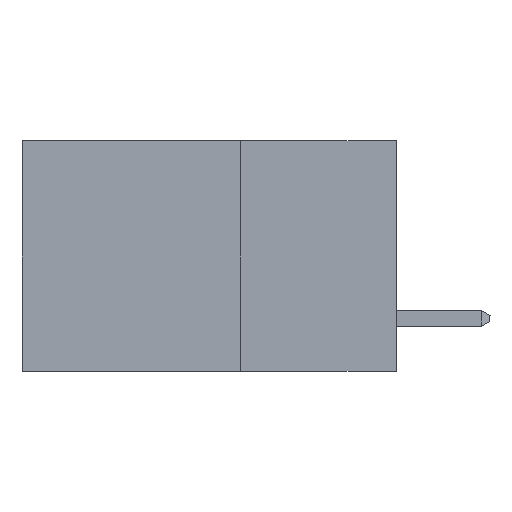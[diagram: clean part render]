
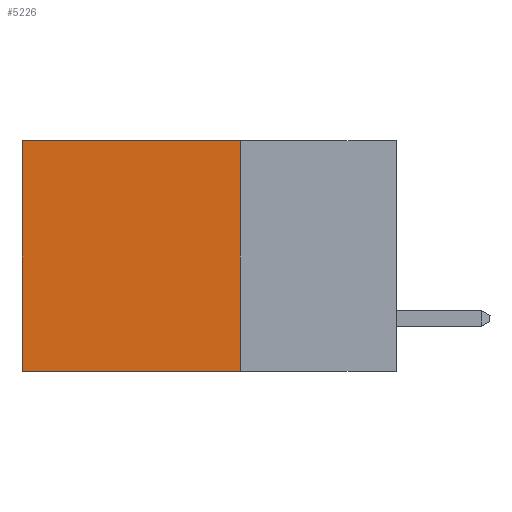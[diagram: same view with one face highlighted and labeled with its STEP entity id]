
A CAD part, left-side view. The second image highlights one B-rep face of the part: STEP entity #5226.
In plain terms, the highlighted planar face has unit normal (-1, 0, 0).
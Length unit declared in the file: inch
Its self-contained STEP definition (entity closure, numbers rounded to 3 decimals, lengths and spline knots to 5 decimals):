
#342 = DIRECTION ( 'NONE',  ( 0., 1., 0. ) ) ;
#663 = DIRECTION ( 'NONE',  ( 1., 0., 0. ) ) ;
#672 = EDGE_CURVE ( 'NONE', #10362, #5708, #1235, .T. ) ;
#915 = ORIENTED_EDGE ( 'NONE', *, *, #6897, .T. ) ;
#1235 = LINE ( 'NONE', #1305, #6983 ) ;
#1305 = CARTESIAN_POINT ( 'NONE',  ( 0.2615, 0.25, -0.37 ) ) ;
#1517 = CARTESIAN_POINT ( 'NONE',  ( 0.2615, 0.6, -0.37 ) ) ;
#2497 = CARTESIAN_POINT ( 'NONE',  ( 0.2615, 0.25, -0.37 ) ) ;
#2823 = VECTOR ( 'NONE', #10643, 39.37008 ) ;
#3222 = LINE ( 'NONE', #8703, #5912 ) ;
#3528 = AXIS2_PLACEMENT_3D ( 'NONE', #5747, #663, #7921 ) ;
#3545 = FACE_OUTER_BOUND ( 'NONE', #6736, .T. ) ;
#3784 = CARTESIAN_POINT ( 'NONE',  ( 0.2615, 0.6, -0.37 ) ) ;
#4296 = CARTESIAN_POINT ( 'NONE',  ( 0.2615, 0.25, 0. ) ) ;
#4709 = LINE ( 'NONE', #1517, #10257 ) ;
#5226 = ADVANCED_FACE ( 'NONE', ( #3545 ), #10113, .F. ) ;
#5708 = VERTEX_POINT ( 'NONE', #2497 ) ;
#5747 = CARTESIAN_POINT ( 'NONE',  ( 0.2615, 0.25, -0.37 ) ) ;
#5799 = EDGE_CURVE ( 'NONE', #10362, #8187, #11444, .T. ) ;
#5912 = VECTOR ( 'NONE', #342, 39.37008 ) ;
#6354 = DIRECTION ( 'NONE',  ( 0., 0., -1. ) ) ;
#6736 = EDGE_LOOP ( 'NONE', ( #915, #9193, #8098, #7476 ) ) ;
#6897 = EDGE_CURVE ( 'NONE', #8187, #9322, #4709, .T. ) ;
#6983 = VECTOR ( 'NONE', #6354, 39.37008 ) ;
#7422 = CARTESIAN_POINT ( 'NONE',  ( 0.2615, 0.6, 0. ) ) ;
#7476 = ORIENTED_EDGE ( 'NONE', *, *, #5799, .T. ) ;
#7921 = DIRECTION ( 'NONE',  ( 0., 0., -1. ) ) ;
#8098 = ORIENTED_EDGE ( 'NONE', *, *, #672, .F. ) ;
#8187 = VERTEX_POINT ( 'NONE', #7422 ) ;
#8703 = CARTESIAN_POINT ( 'NONE',  ( 0.2615, 0.25, -0.37 ) ) ;
#8943 = DIRECTION ( 'NONE',  ( 0., 0., -1. ) ) ;
#9193 = ORIENTED_EDGE ( 'NONE', *, *, #12900, .F. ) ;
#9322 = VERTEX_POINT ( 'NONE', #3784 ) ;
#10113 = PLANE ( 'NONE',  #3528 ) ;
#10257 = VECTOR ( 'NONE', #8943, 39.37008 ) ;
#10362 = VERTEX_POINT ( 'NONE', #10487 ) ;
#10487 = CARTESIAN_POINT ( 'NONE',  ( 0.2615, 0.25, 0. ) ) ;
#10643 = DIRECTION ( 'NONE',  ( 0., 1., 0. ) ) ;
#11444 = LINE ( 'NONE', #4296, #2823 ) ;
#12900 = EDGE_CURVE ( 'NONE', #5708, #9322, #3222, .T. ) ;
